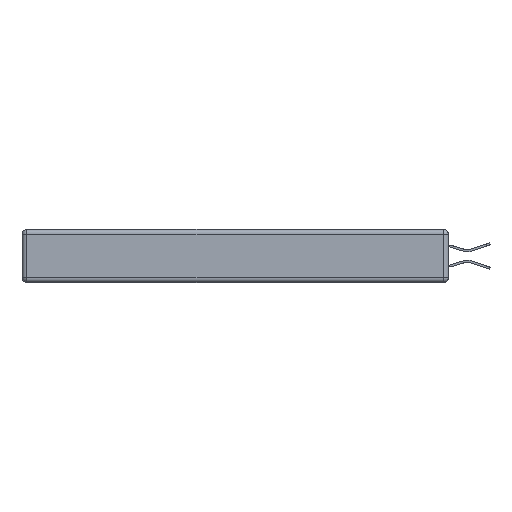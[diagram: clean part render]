
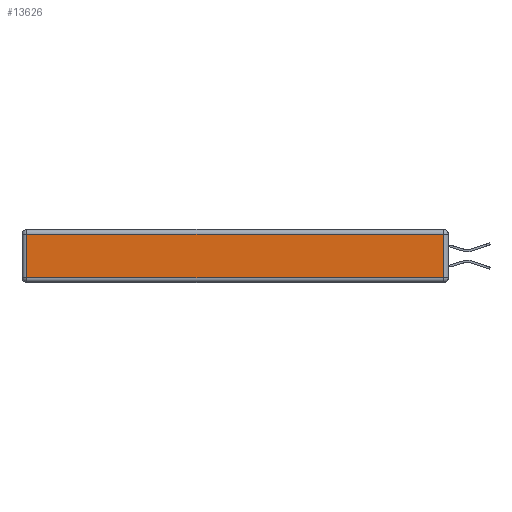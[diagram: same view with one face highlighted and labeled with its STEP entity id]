
A CAD part, left-side view. The second image highlights one B-rep face of the part: STEP entity #13626.
In plain terms, the highlighted planar face has unit normal (-1, 0, 0).
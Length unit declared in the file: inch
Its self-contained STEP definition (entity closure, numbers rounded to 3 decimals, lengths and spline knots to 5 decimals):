
#1302 = VERTEX_POINT ( 'NONE', #3679 ) ;
#2008 = DIRECTION ( 'NONE',  ( 0., 0., -1. ) ) ;
#2514 = EDGE_CURVE ( 'NONE', #3377, #19015, #9621, .T. ) ;
#3184 = ORIENTED_EDGE ( 'NONE', *, *, #2514, .T. ) ;
#3377 = VERTEX_POINT ( 'NONE', #13822 ) ;
#3679 = CARTESIAN_POINT ( 'NONE',  ( 0., 0.03, -0.313 ) ) ;
#3740 = VECTOR ( 'NONE', #2008, 39.37008 ) ;
#5304 = EDGE_LOOP ( 'NONE', ( #16716, #6371, #3184, #8149 ) ) ;
#5875 = DIRECTION ( 'NONE',  ( 0., 1., 0. ) ) ;
#6371 = ORIENTED_EDGE ( 'NONE', *, *, #18506, .T. ) ;
#6649 = DIRECTION ( 'NONE',  ( 0., -1., 0. ) ) ;
#7399 = FACE_OUTER_BOUND ( 'NONE', #5304, .T. ) ;
#8149 = ORIENTED_EDGE ( 'NONE', *, *, #12553, .T. ) ;
#8899 = VERTEX_POINT ( 'NONE', #21934 ) ;
#9109 = VECTOR ( 'NONE', #5875, 39.37008 ) ;
#9621 = LINE ( 'NONE', #14446, #9109 ) ;
#9790 = CARTESIAN_POINT ( 'NONE',  ( 0., 0.03, -0.343 ) ) ;
#9871 = VECTOR ( 'NONE', #16511, 39.37008 ) ;
#10301 = EDGE_CURVE ( 'NONE', #8899, #1302, #18690, .T. ) ;
#10885 = LINE ( 'NONE', #18980, #3740 ) ;
#12102 = DIRECTION ( 'NONE',  ( 0., 0., 1. ) ) ;
#12553 = EDGE_CURVE ( 'NONE', #19015, #8899, #10885, .T. ) ;
#13174 = CARTESIAN_POINT ( 'NONE',  ( 0., 2.72, -0.03 ) ) ;
#13626 = ADVANCED_FACE ( 'NONE', ( #7399 ), #19969, .T. ) ;
#13822 = CARTESIAN_POINT ( 'NONE',  ( 0., 0.03, -0.03 ) ) ;
#14064 = AXIS2_PLACEMENT_3D ( 'NONE', #15668, #20554, #12102 ) ;
#14446 = CARTESIAN_POINT ( 'NONE',  ( 0., 2.75, -0.03 ) ) ;
#14909 = LINE ( 'NONE', #9790, #9871 ) ;
#15668 = CARTESIAN_POINT ( 'NONE',  ( 0., 0., -0.343 ) ) ;
#16511 = DIRECTION ( 'NONE',  ( 0., 0., 1. ) ) ;
#16556 = CARTESIAN_POINT ( 'NONE',  ( 0., 0., -0.313 ) ) ;
#16716 = ORIENTED_EDGE ( 'NONE', *, *, #10301, .T. ) ;
#17347 = VECTOR ( 'NONE', #6649, 39.37008 ) ;
#18506 = EDGE_CURVE ( 'NONE', #1302, #3377, #14909, .T. ) ;
#18690 = LINE ( 'NONE', #16556, #17347 ) ;
#18980 = CARTESIAN_POINT ( 'NONE',  ( 0., 2.72, -0.343 ) ) ;
#19015 = VERTEX_POINT ( 'NONE', #13174 ) ;
#19969 = PLANE ( 'NONE',  #14064 ) ;
#20554 = DIRECTION ( 'NONE',  ( -1., 0., 0. ) ) ;
#21934 = CARTESIAN_POINT ( 'NONE',  ( 0., 2.72, -0.313 ) ) ;
